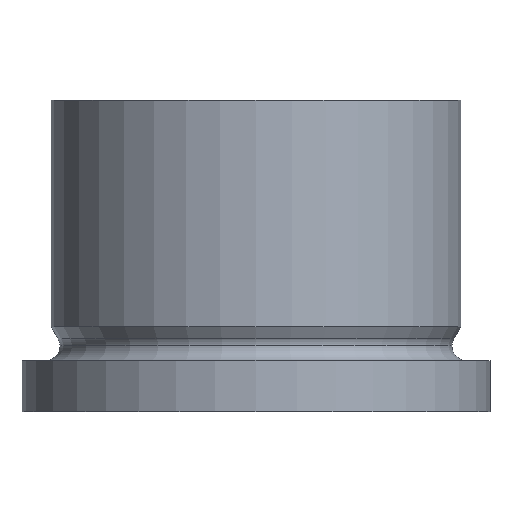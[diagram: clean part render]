
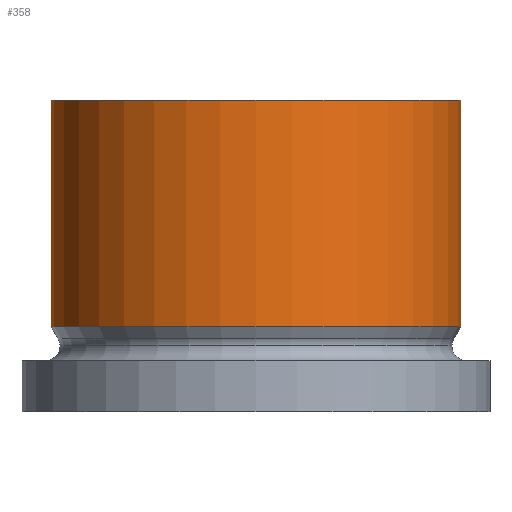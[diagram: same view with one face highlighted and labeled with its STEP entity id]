
A CAD part, front view. The second image highlights one B-rep face of the part: STEP entity #358.
In plain terms, the highlighted cylindrical face has radius 140 mm (diameter 280 mm), a partial arc.
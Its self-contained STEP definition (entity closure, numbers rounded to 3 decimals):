
#2 = ORIENTED_EDGE ( 'NONE', *, *, #92, .F. ) ;
#6 = CIRCLE ( 'NONE', #497, 140. ) ;
#36 = DIRECTION ( 'NONE',  ( -1., 0., 0. ) ) ;
#62 = DIRECTION ( 'NONE',  ( 0., 0., -1. ) ) ;
#88 = VECTOR ( 'NONE', #244, 1000. ) ;
#89 = ORIENTED_EDGE ( 'NONE', *, *, #502, .T. ) ;
#92 = EDGE_CURVE ( 'NONE', #318, #112, #290, .T. ) ;
#94 = DIRECTION ( 'NONE',  ( 0., 0., -1. ) ) ;
#112 = VERTEX_POINT ( 'NONE', #430 ) ;
#135 = CIRCLE ( 'NONE', #452, 140. ) ;
#143 = DIRECTION ( 'NONE',  ( 0., 0., -1. ) ) ;
#155 = ORIENTED_EDGE ( 'NONE', *, *, #461, .T. ) ;
#208 = EDGE_CURVE ( 'NONE', #112, #455, #6, .T. ) ;
#222 = CARTESIAN_POINT ( 'NONE',  ( -140., 0., 0. ) ) ;
#242 = CARTESIAN_POINT ( 'NONE',  ( 140., 0., 0. ) ) ;
#244 = DIRECTION ( 'NONE',  ( 0., 0., -1. ) ) ;
#259 = CARTESIAN_POINT ( 'NONE',  ( 140., 0., 213. ) ) ;
#265 = DIRECTION ( 'NONE',  ( 0., 0., -1. ) ) ;
#290 = LINE ( 'NONE', #242, #88 ) ;
#297 = CARTESIAN_POINT ( 'NONE',  ( 0., 0., 58. ) ) ;
#298 = AXIS2_PLACEMENT_3D ( 'NONE', #305, #143, #485 ) ;
#305 = CARTESIAN_POINT ( 'NONE',  ( 0., 0., 0. ) ) ;
#306 = CARTESIAN_POINT ( 'NONE',  ( 0., 0., 213. ) ) ;
#312 = FACE_OUTER_BOUND ( 'NONE', #505, .T. ) ;
#318 = VERTEX_POINT ( 'NONE', #259 ) ;
#344 = DIRECTION ( 'NONE',  ( -1., 0., 0. ) ) ;
#358 = ADVANCED_FACE ( 'NONE', ( #312 ), #526, .T. ) ;
#361 = VECTOR ( 'NONE', #265, 1000. ) ;
#371 = VERTEX_POINT ( 'NONE', #483 ) ;
#423 = ORIENTED_EDGE ( 'NONE', *, *, #208, .F. ) ;
#430 = CARTESIAN_POINT ( 'NONE',  ( 140., 0., 58. ) ) ;
#450 = CARTESIAN_POINT ( 'NONE',  ( -140., 0., 58. ) ) ;
#452 = AXIS2_PLACEMENT_3D ( 'NONE', #306, #62, #36 ) ;
#455 = VERTEX_POINT ( 'NONE', #450 ) ;
#461 = EDGE_CURVE ( 'NONE', #371, #455, #524, .T. ) ;
#483 = CARTESIAN_POINT ( 'NONE',  ( -140., 0., 213. ) ) ;
#485 = DIRECTION ( 'NONE',  ( -1., 0., 0. ) ) ;
#497 = AXIS2_PLACEMENT_3D ( 'NONE', #297, #94, #344 ) ;
#502 = EDGE_CURVE ( 'NONE', #318, #371, #135, .T. ) ;
#505 = EDGE_LOOP ( 'NONE', ( #2, #89, #155, #423 ) ) ;
#524 = LINE ( 'NONE', #222, #361 ) ;
#526 = CYLINDRICAL_SURFACE ( 'NONE', #298, 140. ) ;
